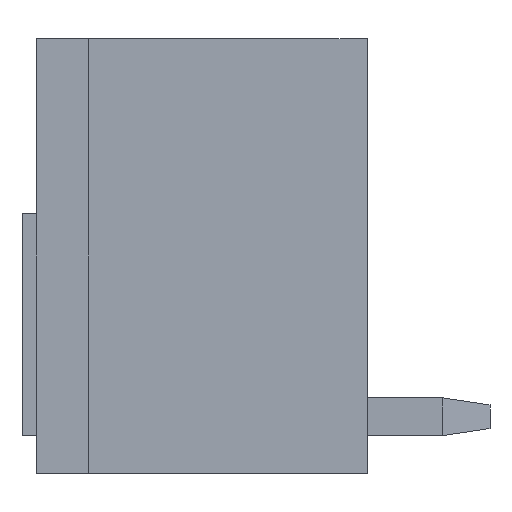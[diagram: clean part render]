
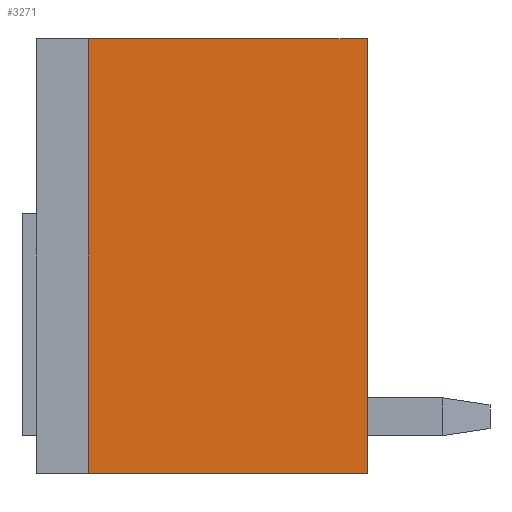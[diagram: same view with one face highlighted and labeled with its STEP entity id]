
A CAD part, left-side view. The second image highlights one B-rep face of the part: STEP entity #3271.
In plain terms, the highlighted planar face has unit normal (-1, 0, 0).
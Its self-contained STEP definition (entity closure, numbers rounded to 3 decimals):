
#915=ORIENTED_EDGE('',*,*,#1231,.T.);
#916=ORIENTED_EDGE('',*,*,#1262,.T.);
#917=ORIENTED_EDGE('',*,*,#1226,.T.);
#918=ORIENTED_EDGE('',*,*,#1417,.T.);
#1226=EDGE_CURVE('',#1639,#1638,#1947,.T.);
#1231=EDGE_CURVE('',#1644,#1643,#1951,.T.);
#1262=EDGE_CURVE('',#1643,#1639,#1982,.T.);
#1417=EDGE_CURVE('',#1638,#1644,#2117,.T.);
#1638=VERTEX_POINT('',#4869);
#1639=VERTEX_POINT('',#4871);
#1643=VERTEX_POINT('',#4880);
#1644=VERTEX_POINT('',#4882);
#1947=LINE('',#4870,#2335);
#1951=LINE('',#4881,#2339);
#1982=LINE('',#4937,#2370);
#2117=LINE('',#5279,#2505);
#2335=VECTOR('',#3888,1000.);
#2339=VECTOR('',#3896,1000.);
#2370=VECTOR('',#3945,1000.);
#2505=VECTOR('',#4338,1000.);
#2728=EDGE_LOOP('',(#915,#916,#917,#918));
#2948=FACE_BOUND('',#2728,.T.);
#3104=PLANE('',#3559);
#3271=ADVANCED_FACE('',(#2948),#3104,.T.);
#3559=AXIS2_PLACEMENT_3D('',#5280,#4339,#4340);
#3888=DIRECTION('',(0.,1.,0.));
#3896=DIRECTION('',(0.,-1.,0.));
#3945=DIRECTION('',(0.,0.,1.));
#4338=DIRECTION('',(0.,0.,-1.));
#4339=DIRECTION('',(-1.,0.,0.));
#4340=DIRECTION('',(0.,0.,1.));
#4869=CARTESIAN_POINT('',(-4.5,5.9,9.2));
#4870=CARTESIAN_POINT('',(-4.5,0.,9.2));
#4871=CARTESIAN_POINT('',(-4.5,0.,9.2));
#4880=CARTESIAN_POINT('',(-4.5,0.,0.));
#4881=CARTESIAN_POINT('',(-4.5,5.9,0.));
#4882=CARTESIAN_POINT('',(-4.5,5.9,0.));
#4937=CARTESIAN_POINT('',(-4.5,0.,0.));
#5279=CARTESIAN_POINT('',(-4.5,5.9,9.2));
#5280=CARTESIAN_POINT('',(-4.5,0.,0.));
